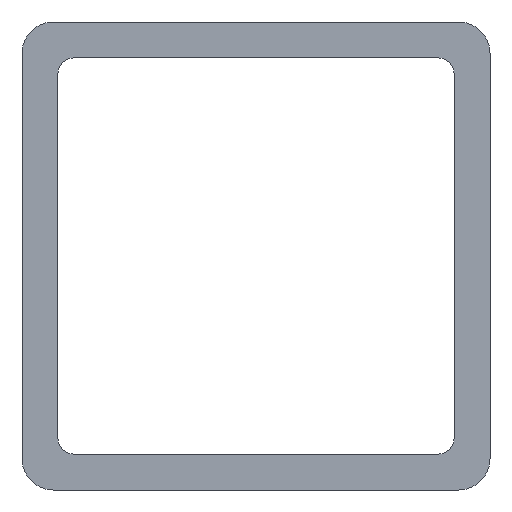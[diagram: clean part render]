
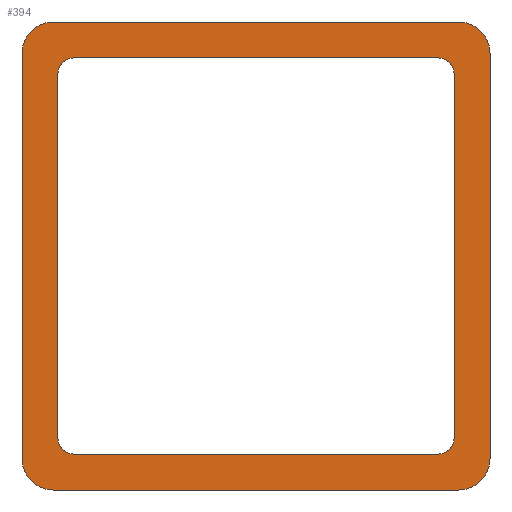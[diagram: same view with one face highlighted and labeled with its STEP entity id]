
A CAD part, front view. The second image highlights one B-rep face of the part: STEP entity #394.
In plain terms, the highlighted planar face has unit normal (0, -1, 0).
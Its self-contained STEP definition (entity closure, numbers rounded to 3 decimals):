
#80=CIRCLE('',#426,1.);
#81=CIRCLE('',#427,1.);
#82=CIRCLE('',#428,1.);
#83=CIRCLE('',#429,1.);
#84=CIRCLE('',#430,0.5);
#85=CIRCLE('',#431,0.5);
#86=CIRCLE('',#432,0.5);
#87=CIRCLE('',#433,0.5);
#128=ORIENTED_EDGE('',*,*,#218,.T.);
#129=ORIENTED_EDGE('',*,*,#224,.T.);
#130=ORIENTED_EDGE('',*,*,#204,.T.);
#131=ORIENTED_EDGE('',*,*,#225,.T.);
#132=ORIENTED_EDGE('',*,*,#208,.T.);
#133=ORIENTED_EDGE('',*,*,#226,.T.);
#134=ORIENTED_EDGE('',*,*,#212,.T.);
#135=ORIENTED_EDGE('',*,*,#227,.T.);
#136=ORIENTED_EDGE('',*,*,#222,.T.);
#137=ORIENTED_EDGE('',*,*,#228,.T.);
#138=ORIENTED_EDGE('',*,*,#192,.T.);
#139=ORIENTED_EDGE('',*,*,#229,.T.);
#140=ORIENTED_EDGE('',*,*,#198,.T.);
#141=ORIENTED_EDGE('',*,*,#230,.T.);
#142=ORIENTED_EDGE('',*,*,#200,.T.);
#143=ORIENTED_EDGE('',*,*,#231,.T.);
#192=EDGE_CURVE('',#240,#241,#272,.T.);
#198=EDGE_CURVE('',#247,#246,#278,.T.);
#200=EDGE_CURVE('',#248,#249,#280,.T.);
#204=EDGE_CURVE('',#252,#253,#284,.T.);
#208=EDGE_CURVE('',#256,#257,#288,.T.);
#212=EDGE_CURVE('',#260,#261,#292,.T.);
#218=EDGE_CURVE('',#267,#266,#298,.T.);
#222=EDGE_CURVE('',#271,#270,#302,.T.);
#224=EDGE_CURVE('',#266,#252,#80,.T.);
#225=EDGE_CURVE('',#253,#256,#81,.T.);
#226=EDGE_CURVE('',#257,#260,#82,.T.);
#227=EDGE_CURVE('',#261,#267,#83,.T.);
#228=EDGE_CURVE('',#270,#240,#84,.F.);
#229=EDGE_CURVE('',#241,#247,#85,.F.);
#230=EDGE_CURVE('',#246,#248,#86,.F.);
#231=EDGE_CURVE('',#249,#271,#87,.F.);
#240=VERTEX_POINT('',#604);
#241=VERTEX_POINT('',#605);
#246=VERTEX_POINT('',#616);
#247=VERTEX_POINT('',#618);
#248=VERTEX_POINT('',#622);
#249=VERTEX_POINT('',#623);
#252=VERTEX_POINT('',#631);
#253=VERTEX_POINT('',#632);
#256=VERTEX_POINT('',#640);
#257=VERTEX_POINT('',#641);
#260=VERTEX_POINT('',#649);
#261=VERTEX_POINT('',#650);
#266=VERTEX_POINT('',#661);
#267=VERTEX_POINT('',#663);
#270=VERTEX_POINT('',#670);
#271=VERTEX_POINT('',#672);
#272=LINE('',#603,#304);
#278=LINE('',#617,#310);
#280=LINE('',#621,#312);
#284=LINE('',#630,#316);
#288=LINE('',#639,#320);
#292=LINE('',#648,#324);
#298=LINE('',#662,#330);
#302=LINE('',#671,#334);
#304=VECTOR('',#471,1000.);
#310=VECTOR('',#479,1000.);
#312=VECTOR('',#483,1000.);
#316=VECTOR('',#489,1000.);
#320=VECTOR('',#495,1000.);
#324=VECTOR('',#501,1000.);
#330=VECTOR('',#509,1000.);
#334=VECTOR('',#515,1000.);
#344=EDGE_LOOP('',(#128,#129,#130,#131,#132,#133,#134,#135));
#345=EDGE_LOOP('',(#136,#137,#138,#139,#140,#141,#142,#143));
#364=FACE_BOUND('',#344,.T.);
#365=FACE_BOUND('',#345,.T.);
#384=PLANE('',#425);
#394=ADVANCED_FACE('',(#364,#365),#384,.T.);
#425=AXIS2_PLACEMENT_3D('',#674,#517,#518);
#426=AXIS2_PLACEMENT_3D('',#675,#519,#520);
#427=AXIS2_PLACEMENT_3D('',#676,#521,#522);
#428=AXIS2_PLACEMENT_3D('',#677,#523,#524);
#429=AXIS2_PLACEMENT_3D('',#678,#525,#526);
#430=AXIS2_PLACEMENT_3D('',#679,#527,#528);
#431=AXIS2_PLACEMENT_3D('',#680,#529,#530);
#432=AXIS2_PLACEMENT_3D('',#681,#531,#532);
#433=AXIS2_PLACEMENT_3D('',#682,#533,#534);
#471=DIRECTION('',(0.,0.,1.));
#479=DIRECTION('',(1.,0.,0.));
#483=DIRECTION('',(0.,0.,-1.));
#489=DIRECTION('',(0.,0.,-1.));
#495=DIRECTION('',(1.,0.,0.));
#501=DIRECTION('',(0.,0.,1.));
#509=DIRECTION('',(-1.,0.,0.));
#515=DIRECTION('',(-1.,0.,0.));
#517=DIRECTION('',(0.,-1.,0.));
#518=DIRECTION('',(0.,0.,-1.));
#519=DIRECTION('',(0.,-1.,0.));
#520=DIRECTION('',(0.,0.,-1.));
#521=DIRECTION('',(0.,-1.,0.));
#522=DIRECTION('',(0.,0.,-1.));
#523=DIRECTION('',(0.,-1.,0.));
#524=DIRECTION('',(0.,0.,-1.));
#525=DIRECTION('',(0.,-1.,0.));
#526=DIRECTION('',(0.,0.,-1.));
#527=DIRECTION('',(0.,-1.,0.));
#528=DIRECTION('',(0.,0.,-1.));
#529=DIRECTION('',(0.,-1.,0.));
#530=DIRECTION('',(0.,0.,-1.));
#531=DIRECTION('',(0.,-1.,0.));
#532=DIRECTION('',(0.,0.,-1.));
#533=DIRECTION('',(0.,-1.,0.));
#534=DIRECTION('',(0.,0.,-1.));
#603=CARTESIAN_POINT('',(1.15,-500.,1.15));
#604=CARTESIAN_POINT('',(1.15,-500.,1.65));
#605=CARTESIAN_POINT('',(1.15,-500.,13.35));
#616=CARTESIAN_POINT('',(13.35,-500.,13.85));
#617=CARTESIAN_POINT('',(1.15,-500.,13.85));
#618=CARTESIAN_POINT('',(1.65,-500.,13.85));
#621=CARTESIAN_POINT('',(13.85,-500.,13.85));
#622=CARTESIAN_POINT('',(13.85,-500.,13.35));
#623=CARTESIAN_POINT('',(13.85,-500.,1.65));
#630=CARTESIAN_POINT('',(0.,-500.,15.));
#631=CARTESIAN_POINT('',(0.,-500.,14.));
#632=CARTESIAN_POINT('',(0.,-500.,1.));
#639=CARTESIAN_POINT('',(0.,-500.,0.));
#640=CARTESIAN_POINT('',(1.,-500.,0.));
#641=CARTESIAN_POINT('',(14.,-500.,0.));
#648=CARTESIAN_POINT('',(15.,-500.,0.));
#649=CARTESIAN_POINT('',(15.,-500.,1.));
#650=CARTESIAN_POINT('',(15.,-500.,14.));
#661=CARTESIAN_POINT('',(1.,-500.,15.));
#662=CARTESIAN_POINT('',(15.,-500.,15.));
#663=CARTESIAN_POINT('',(14.,-500.,15.));
#670=CARTESIAN_POINT('',(1.65,-500.,1.15));
#671=CARTESIAN_POINT('',(13.85,-500.,1.15));
#672=CARTESIAN_POINT('',(13.35,-500.,1.15));
#674=CARTESIAN_POINT('',(0.,-500.,0.));
#675=CARTESIAN_POINT('',(1.,-500.,14.));
#676=CARTESIAN_POINT('',(1.,-500.,1.));
#677=CARTESIAN_POINT('',(14.,-500.,1.));
#678=CARTESIAN_POINT('',(14.,-500.,14.));
#679=CARTESIAN_POINT('',(1.65,-500.,1.65));
#680=CARTESIAN_POINT('',(1.65,-500.,13.35));
#681=CARTESIAN_POINT('',(13.35,-500.,13.35));
#682=CARTESIAN_POINT('',(13.35,-500.,1.65));
